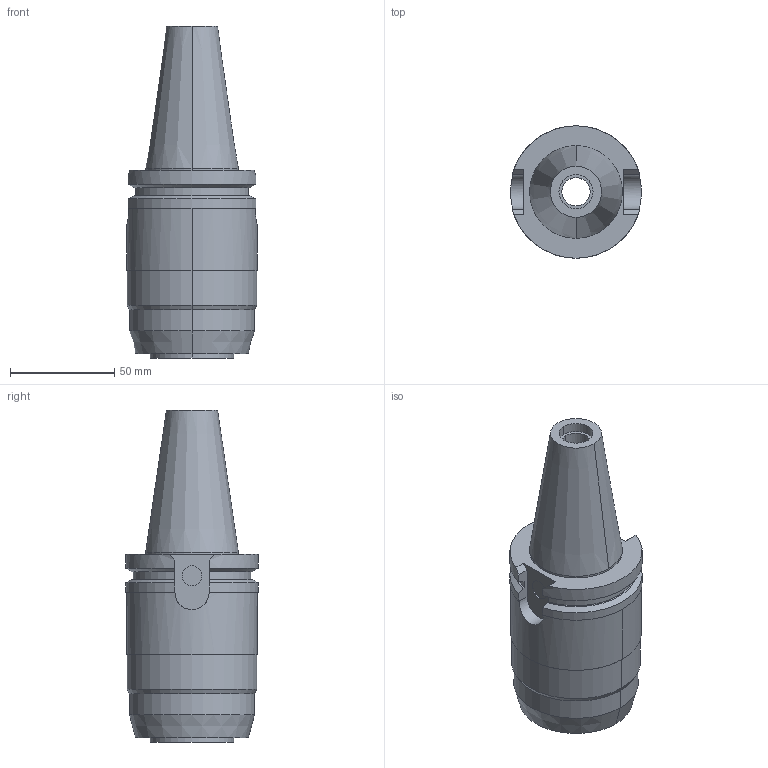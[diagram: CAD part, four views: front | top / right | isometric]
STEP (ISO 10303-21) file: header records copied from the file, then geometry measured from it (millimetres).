
FILE_DESCRIPTION((''),'2;1');
FILE_NAME('BCV40H-MEGA1_000DS-3_5A','2018-04-10T',('ykawabe'),(''),'CREO PARAMETRIC BY PTC INC, 2016380','CREO PARAMETRIC BY PTC INC, 2016380','');
FILE_SCHEMA(('AUTOMOTIVE_DESIGN { 1 0 10303 214 1 1 1 1 }'));
Length unit declared in the file: millimetre
Products named in the file (1): BCV40H-MEGA1_000DS-3_5A
Bounding box: 62.7 x 63.5 x 159.15 mm (x, y, z)
Volume: 267716.2 mm3; surface area: 40506.5 mm2
Topology: 1 solids, 1 shells, 65 faces, 176 edges, 120 vertices
Faces by surface type: cylinder 30, plane 25, cone 10
Entity records: 2824 total; most frequent: CARTESIAN_POINT 443, DIRECTION 386, ORIENTED_EDGE 352, PRESENTATION_STYLE_ASSIGNMENT 181, STYLED_ITEM 181, CURVE_STYLE 180, EDGE_CURVE 176, AXIS2_PLACEMENT_3D 154
